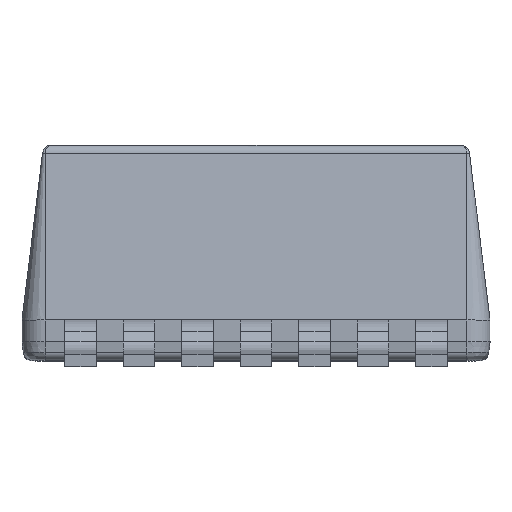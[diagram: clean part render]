
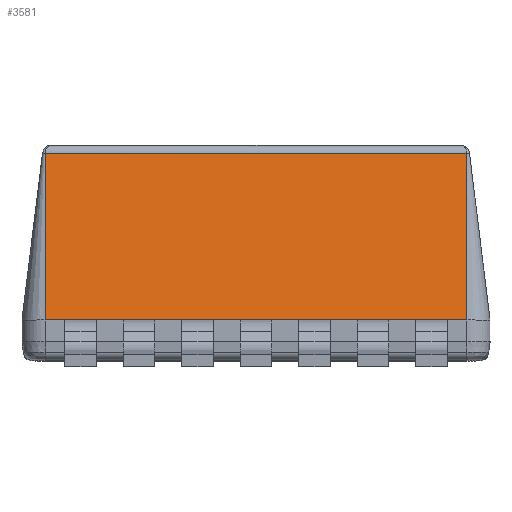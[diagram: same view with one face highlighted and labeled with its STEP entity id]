
A CAD part, top view. The second image highlights one B-rep face of the part: STEP entity #3581.
In plain terms, the highlighted planar face has unit normal (0, 0.122, 0.993).
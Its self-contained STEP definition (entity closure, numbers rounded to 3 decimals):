
#35 = DIRECTION ( 'NONE',  ( 1., 0., 0. ) ) ;
#227 = EDGE_CURVE ( 'NONE', #2188, #1700, #731, .T. ) ;
#285 = VERTEX_POINT ( 'NONE', #1424 ) ;
#358 = ORIENTED_EDGE ( 'NONE', *, *, #5838, .F. ) ;
#664 = VECTOR ( 'NONE', #5608, 1000. ) ;
#731 = LINE ( 'NONE', #2295, #5685 ) ;
#1044 = DIRECTION ( 'NONE',  ( 0., 0.993, -0.122 ) ) ;
#1424 = CARTESIAN_POINT ( 'NONE',  ( 4.58, 0.874, 2.965 ) ) ;
#1659 = CARTESIAN_POINT ( 'NONE',  ( -4.58, 4.67, 2.499 ) ) ;
#1700 = VERTEX_POINT ( 'NONE', #3062 ) ;
#2070 = EDGE_CURVE ( 'NONE', #5934, #2188, #4906, .T. ) ;
#2185 = AXIS2_PLACEMENT_3D ( 'NONE', #1659, #3772, #1044 ) ;
#2188 = VERTEX_POINT ( 'NONE', #2612 ) ;
#2295 = CARTESIAN_POINT ( 'NONE',  ( -4.58, 4.494, 2.52 ) ) ;
#2408 = CARTESIAN_POINT ( 'NONE',  ( -4.58, 0.874, 2.965 ) ) ;
#2413 = ORIENTED_EDGE ( 'NONE', *, *, #227, .F. ) ;
#2561 = ORIENTED_EDGE ( 'NONE', *, *, #2070, .F. ) ;
#2563 = PLANE ( 'NONE',  #2185 ) ;
#2612 = CARTESIAN_POINT ( 'NONE',  ( -4.58, 4.494, 2.52 ) ) ;
#2745 = DIRECTION ( 'NONE',  ( 0., -0.993, 0.122 ) ) ;
#2972 = CARTESIAN_POINT ( 'NONE',  ( -4.58, 4.67, 2.499 ) ) ;
#3062 = CARTESIAN_POINT ( 'NONE',  ( 4.58, 4.494, 2.52 ) ) ;
#3182 = VECTOR ( 'NONE', #2745, 1000. ) ;
#3444 = DIRECTION ( 'NONE',  ( 0., 0.993, -0.122 ) ) ;
#3574 = EDGE_LOOP ( 'NONE', ( #2413, #2561, #358, #4496 ) ) ;
#3581 = ADVANCED_FACE ( 'NONE', ( #3685 ), #2563, .F. ) ;
#3685 = FACE_OUTER_BOUND ( 'NONE', #3574, .T. ) ;
#3714 = CARTESIAN_POINT ( 'NONE',  ( -4.58, 0.873, 2.965 ) ) ;
#3772 = DIRECTION ( 'NONE',  ( 0., -0.122, -0.993 ) ) ;
#3901 = LINE ( 'NONE', #5434, #3182 ) ;
#4496 = ORIENTED_EDGE ( 'NONE', *, *, #4773, .F. ) ;
#4726 = LINE ( 'NONE', #3714, #664 ) ;
#4773 = EDGE_CURVE ( 'NONE', #1700, #285, #3901, .T. ) ;
#4906 = LINE ( 'NONE', #2972, #5692 ) ;
#5434 = CARTESIAN_POINT ( 'NONE',  ( 4.58, 4.67, 2.499 ) ) ;
#5608 = DIRECTION ( 'NONE',  ( -1., 0., 0. ) ) ;
#5685 = VECTOR ( 'NONE', #35, 1000. ) ;
#5692 = VECTOR ( 'NONE', #3444, 1000. ) ;
#5838 = EDGE_CURVE ( 'NONE', #285, #5934, #4726, .T. ) ;
#5934 = VERTEX_POINT ( 'NONE', #2408 ) ;
